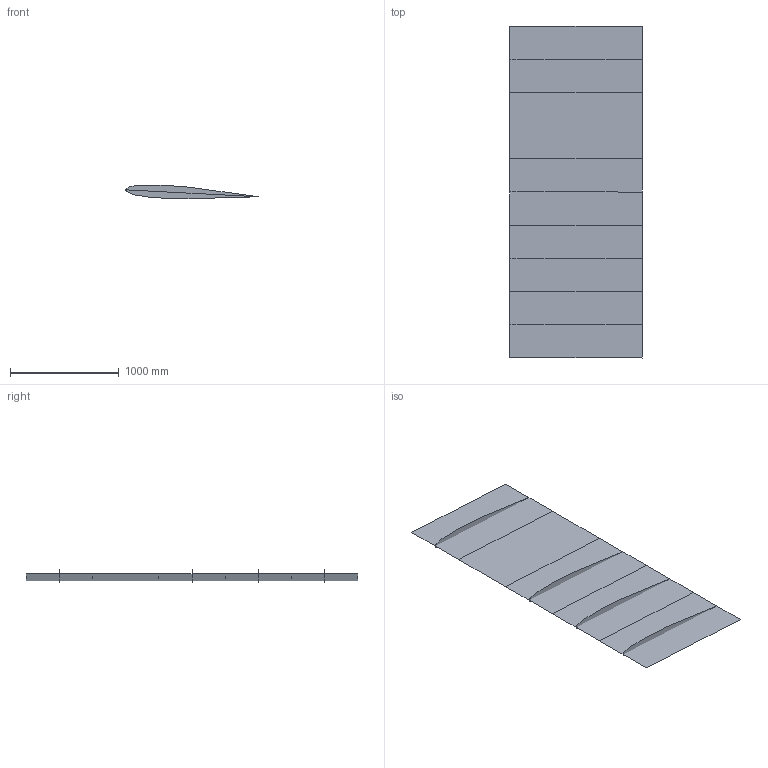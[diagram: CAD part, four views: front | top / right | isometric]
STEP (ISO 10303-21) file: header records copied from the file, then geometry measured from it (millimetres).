
FILE_DESCRIPTION((''),'1');
FILE_NAME('outfile.stp','2023-03-03T16:43:57',(''),(''),'','','');
FILE_SCHEMA(('CONFIG_CONTROL_DESIGN'));
Length unit declared in the file: foot
Bounding box: 1217.53 x 3048 x 128.51 mm (x, y, z)
Topology: 0 solids, 6 shells, 17 faces, 43 edges, 28 vertices
Faces by surface type: bspline 12, plane 5
Entity records: 6204 total; most frequent: CARTESIAN_POINT 5828, VERTEX_POINT 78, ORIENTED_EDGE 68, B_SPLINE_CURVE_WITH_KNOTS 39, EDGE_CURVE 39, ADVANCED_FACE 17, GEOMETRIC_SET 17, EDGE_LOOP 16
